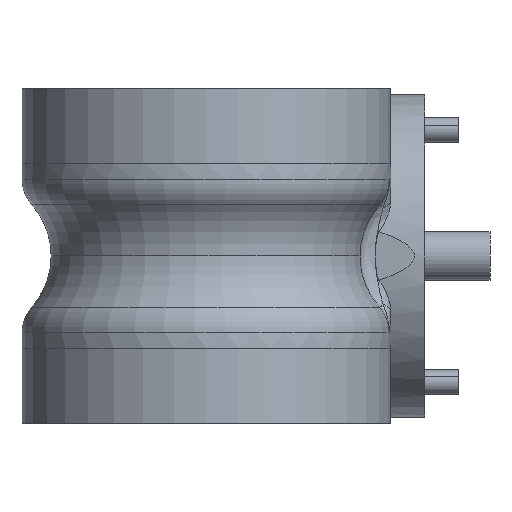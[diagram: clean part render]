
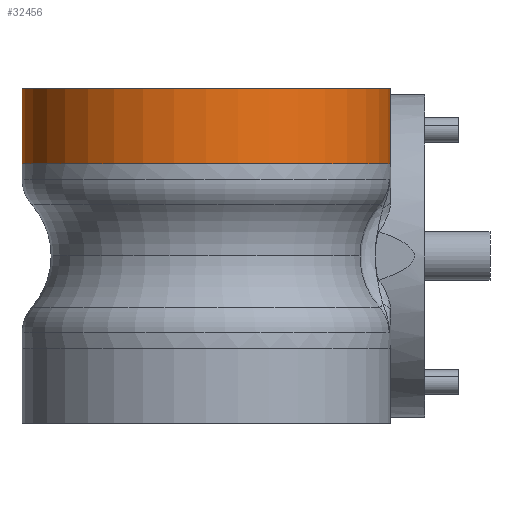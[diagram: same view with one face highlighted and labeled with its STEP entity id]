
A CAD part, front view. The second image highlights one B-rep face of the part: STEP entity #32456.
In plain terms, the highlighted cylindrical face has radius 38 mm (diameter 76 mm), a partial arc.
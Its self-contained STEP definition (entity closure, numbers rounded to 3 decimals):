
#39 = CARTESIAN_POINT ( 'NONE',  ( 6.8, 0., 38. ) ) ;
#428 = VERTEX_POINT ( 'NONE', #30850 ) ;
#950 = DIRECTION ( 'NONE',  ( 0., 0., 1. ) ) ;
#4434 = LINE ( 'NONE', #34694, #32438 ) ;
#4444 = CARTESIAN_POINT ( 'NONE',  ( 0., 0., 38. ) ) ;
#5104 = ORIENTED_EDGE ( 'NONE', *, *, #9832, .T. ) ;
#5133 = CARTESIAN_POINT ( 'NONE',  ( 6.8, 0., 0. ) ) ;
#5811 = CARTESIAN_POINT ( 'NONE',  ( 22.3, 0., -38. ) ) ;
#6502 = ORIENTED_EDGE ( 'NONE', *, *, #22997, .T. ) ;
#7863 = DIRECTION ( 'NONE',  ( 0., 0., 1. ) ) ;
#8136 = CARTESIAN_POINT ( 'NONE',  ( 0., 0., 0. ) ) ;
#9035 = CYLINDRICAL_SURFACE ( 'NONE', #13319, 38. ) ;
#9832 = EDGE_CURVE ( 'NONE', #22435, #16309, #21738, .T. ) ;
#10753 = FACE_OUTER_BOUND ( 'NONE', #12622, .T. ) ;
#10852 = DIRECTION ( 'NONE',  ( -1., 0., 0. ) ) ;
#12622 = EDGE_LOOP ( 'NONE', ( #28502, #6502, #5104, #33280 ) ) ;
#13029 = DIRECTION ( 'NONE',  ( -1., 0., 0. ) ) ;
#13319 = AXIS2_PLACEMENT_3D ( 'NONE', #8136, #10852, #32585 ) ;
#14488 = VECTOR ( 'NONE', #26156, 1000. ) ;
#15116 = EDGE_CURVE ( 'NONE', #15384, #428, #4434, .T. ) ;
#15384 = VERTEX_POINT ( 'NONE', #5811 ) ;
#16309 = VERTEX_POINT ( 'NONE', #39 ) ;
#17177 = DIRECTION ( 'NONE',  ( -1., 0., 0. ) ) ;
#21738 = LINE ( 'NONE', #4444, #14488 ) ;
#22435 = VERTEX_POINT ( 'NONE', #32370 ) ;
#22997 = EDGE_CURVE ( 'NONE', #15384, #22435, #33128, .T. ) ;
#24124 = DIRECTION ( 'NONE',  ( -1., 0., 0. ) ) ;
#24412 = CIRCLE ( 'NONE', #28146, 38. ) ;
#26156 = DIRECTION ( 'NONE',  ( -1., 0., 0. ) ) ;
#26387 = AXIS2_PLACEMENT_3D ( 'NONE', #33441, #17177, #950 ) ;
#28146 = AXIS2_PLACEMENT_3D ( 'NONE', #5133, #24124, #7863 ) ;
#28502 = ORIENTED_EDGE ( 'NONE', *, *, #15116, .F. ) ;
#30850 = CARTESIAN_POINT ( 'NONE',  ( 6.8, 0., -38. ) ) ;
#31979 = EDGE_CURVE ( 'NONE', #428, #16309, #24412, .T. ) ;
#32370 = CARTESIAN_POINT ( 'NONE',  ( 22.3, 0., 38. ) ) ;
#32438 = VECTOR ( 'NONE', #13029, 1000. ) ;
#32456 = ADVANCED_FACE ( 'NONE', ( #10753 ), #9035, .T. ) ;
#32585 = DIRECTION ( 'NONE',  ( 0., 0., 1. ) ) ;
#33128 = CIRCLE ( 'NONE', #26387, 38. ) ;
#33280 = ORIENTED_EDGE ( 'NONE', *, *, #31979, .F. ) ;
#33441 = CARTESIAN_POINT ( 'NONE',  ( 22.3, 0., 0. ) ) ;
#34694 = CARTESIAN_POINT ( 'NONE',  ( 0., 0., -38. ) ) ;
